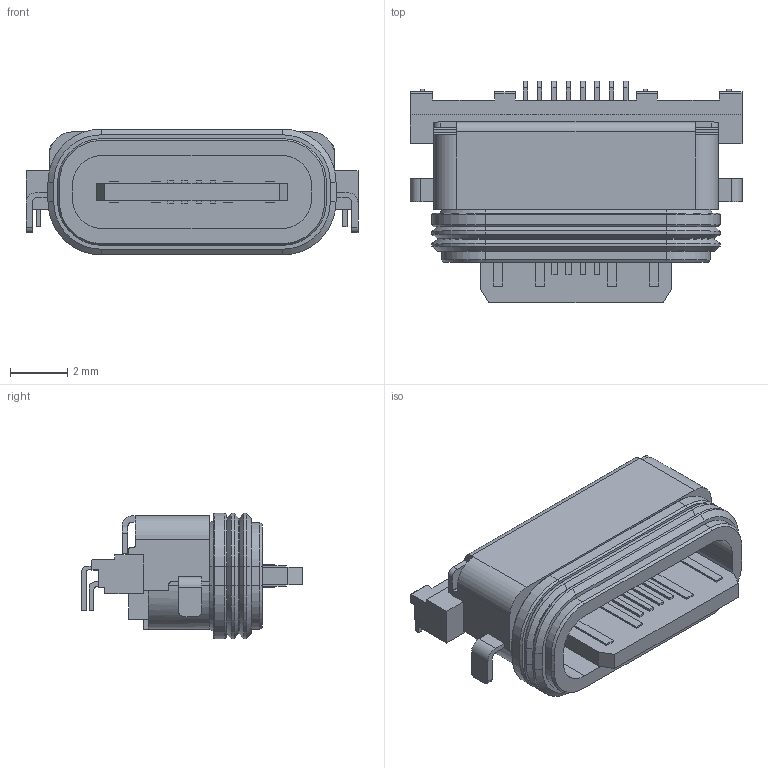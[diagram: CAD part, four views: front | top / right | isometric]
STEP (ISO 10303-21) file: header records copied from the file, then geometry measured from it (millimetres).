
FILE_DESCRIPTION(/* description */ ('Unknown'),/* implementation_level */ '2;1');
FILE_NAME(/* name */ 'UJ20-C-G-MSMT-TR-68',/* time_stamp */ '2023-11-15T08:34:13+02:00',/* author */ ('Unknown'),/* organization */ ('Unknown'),/* preprocessor_version */ 'ST-DEVELOPER v18.102',/* originating_system */ 'Solid Edge',/* authorisation */ 'Unknown');
FILE_SCHEMA (('AUTOMOTIVE_DESIGN {1 0 10303 214 3 1 1}'));
Length unit declared in the file: millimetre
Products named in the file (1): UJ20-C-G-MSMT-TR-68
Bounding box: 11.57 x 7.71 x 4.39 mm (x, y, z)
Volume: 129.4 mm3; surface area: 466.6 mm2
Topology: 3 solids, 3 shells, 407 faces, 1067 edges, 682 vertices
Faces by surface type: plane 299, cylinder 76, cone 32
Entity records: 15035 total; most frequent: CARTESIAN_POINT 2169, ORIENTED_EDGE 2134, DIRECTION 2057, EDGE_CURVE 1067, LINE 885, VECTOR 885, VERTEX_POINT 682, AXIS2_PLACEMENT_3D 586
